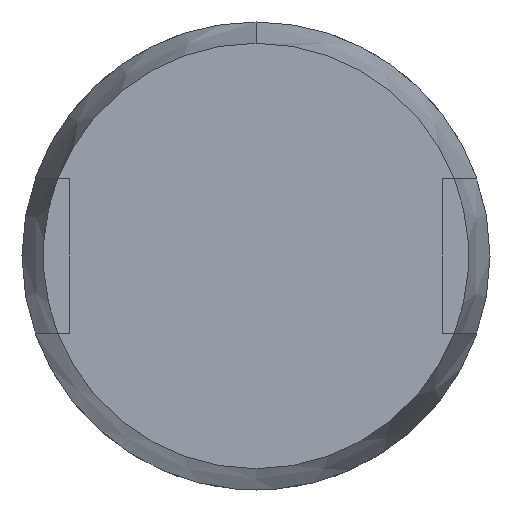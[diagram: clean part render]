
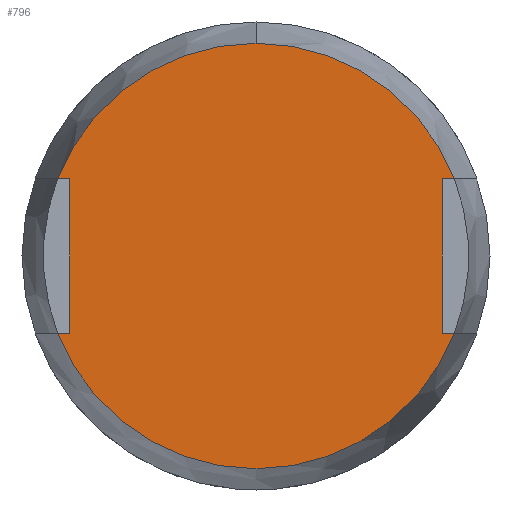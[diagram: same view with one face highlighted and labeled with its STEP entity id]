
A CAD part, front view. The second image highlights one B-rep face of the part: STEP entity #796.
In plain terms, the highlighted planar face has unit normal (0, -1, 0).
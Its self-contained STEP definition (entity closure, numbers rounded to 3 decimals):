
#30 = CARTESIAN_POINT ( 'NONE',  ( -7.605, 0., 1.45 ) ) ;
#31 = LINE ( 'NONE', #883, #970 ) ;
#56 = DIRECTION ( 'NONE',  ( 0., 1., 0. ) ) ;
#80 = DIRECTION ( 'NONE',  ( 0., 0., 1. ) ) ;
#88 = AXIS2_PLACEMENT_3D ( 'NONE', #646, #993, #235 ) ;
#89 = EDGE_CURVE ( 'NONE', #515, #639, #31, .T. ) ;
#98 = ORIENTED_EDGE ( 'NONE', *, *, #1083, .F. ) ;
#117 = DIRECTION ( 'NONE',  ( 1., 0., 0. ) ) ;
#132 = DIRECTION ( 'NONE',  ( 0., 0., -1. ) ) ;
#141 = LINE ( 'NONE', #808, #815 ) ;
#159 = AXIS2_PLACEMENT_3D ( 'NONE', #733, #56, #241 ) ;
#174 = ORIENTED_EDGE ( 'NONE', *, *, #787, .F. ) ;
#231 = VECTOR ( 'NONE', #117, 1000. ) ;
#234 = EDGE_CURVE ( 'NONE', #528, #543, #384, .T. ) ;
#235 = DIRECTION ( 'NONE',  ( 0., 0., 1. ) ) ;
#241 = DIRECTION ( 'NONE',  ( 0., 0., 1. ) ) ;
#286 = VECTOR ( 'NONE', #880, 1000. ) ;
#320 = CARTESIAN_POINT ( 'NONE',  ( 3.728, 0., -1.45 ) ) ;
#330 = VECTOR ( 'NONE', #393, 1000. ) ;
#347 = ORIENTED_EDGE ( 'NONE', *, *, #905, .F. ) ;
#371 = EDGE_CURVE ( 'NONE', #789, #600, #667, .T. ) ;
#384 = LINE ( 'NONE', #30, #780 ) ;
#393 = DIRECTION ( 'NONE',  ( 0., 0., 1. ) ) ;
#448 = ORIENTED_EDGE ( 'NONE', *, *, #648, .F. ) ;
#451 = DIRECTION ( 'NONE',  ( -1., 0., 0. ) ) ;
#460 = LINE ( 'NONE', #794, #330 ) ;
#463 = CARTESIAN_POINT ( 'NONE',  ( -3.728, 0., -1.45 ) ) ;
#480 = DIRECTION ( 'NONE',  ( 1., 0., 0. ) ) ;
#505 = CARTESIAN_POINT ( 'NONE',  ( -3.5, 0., 1.45 ) ) ;
#511 = CARTESIAN_POINT ( 'NONE',  ( -3.728, 0., 1.45 ) ) ;
#515 = VERTEX_POINT ( 'NONE', #758 ) ;
#528 = VERTEX_POINT ( 'NONE', #505 ) ;
#543 = VERTEX_POINT ( 'NONE', #511 ) ;
#548 = CARTESIAN_POINT ( 'NONE',  ( -7.605, 0., -1.45 ) ) ;
#551 = AXIS2_PLACEMENT_3D ( 'NONE', #999, #850, #80 ) ;
#552 = ORIENTED_EDGE ( 'NONE', *, *, #371, .F. ) ;
#559 = PLANE ( 'NONE',  #88 ) ;
#585 = CIRCLE ( 'NONE', #953, 4. ) ;
#592 = EDGE_CURVE ( 'NONE', #543, #971, #585, .T. ) ;
#594 = ORIENTED_EDGE ( 'NONE', *, *, #592, .F. ) ;
#600 = VERTEX_POINT ( 'NONE', #463 ) ;
#603 = CARTESIAN_POINT ( 'NONE',  ( 0., 0., 4. ) ) ;
#613 = CARTESIAN_POINT ( 'NONE',  ( 5.443, 0., 1.45 ) ) ;
#639 = VERTEX_POINT ( 'NONE', #888 ) ;
#646 = CARTESIAN_POINT ( 'NONE',  ( 0., 0., 0. ) ) ;
#648 = EDGE_CURVE ( 'NONE', #762, #515, #962, .T. ) ;
#655 = FACE_OUTER_BOUND ( 'NONE', #731, .T. ) ;
#667 = CIRCLE ( 'NONE', #159, 4. ) ;
#672 = EDGE_CURVE ( 'NONE', #600, #756, #716, .T. ) ;
#691 = CARTESIAN_POINT ( 'NONE',  ( 0., 0., 0. ) ) ;
#701 = CIRCLE ( 'NONE', #551, 4. ) ;
#716 = LINE ( 'NONE', #548, #231 ) ;
#731 = EDGE_LOOP ( 'NONE', ( #98, #1018, #552, #174, #744, #448, #347, #594, #956 ) ) ;
#733 = CARTESIAN_POINT ( 'NONE',  ( 0., 0., 0. ) ) ;
#744 = ORIENTED_EDGE ( 'NONE', *, *, #89, .F. ) ;
#750 = DIRECTION ( 'NONE',  ( 0., 1., 0. ) ) ;
#756 = VERTEX_POINT ( 'NONE', #988 ) ;
#758 = CARTESIAN_POINT ( 'NONE',  ( 3.5, 0., 1.45 ) ) ;
#762 = VERTEX_POINT ( 'NONE', #980 ) ;
#780 = VECTOR ( 'NONE', #451, 1000. ) ;
#787 = EDGE_CURVE ( 'NONE', #639, #789, #141, .T. ) ;
#789 = VERTEX_POINT ( 'NONE', #320 ) ;
#794 = CARTESIAN_POINT ( 'NONE',  ( -3.5, 0., 1.45 ) ) ;
#796 = ADVANCED_FACE ( 'NONE', ( #655 ), #559, .F. ) ;
#808 = CARTESIAN_POINT ( 'NONE',  ( 5.443, 0., -1.45 ) ) ;
#815 = VECTOR ( 'NONE', #480, 1000. ) ;
#850 = DIRECTION ( 'NONE',  ( 0., 1., 0. ) ) ;
#880 = DIRECTION ( 'NONE',  ( -1., 0., 0. ) ) ;
#883 = CARTESIAN_POINT ( 'NONE',  ( 3.5, 0., 1.45 ) ) ;
#888 = CARTESIAN_POINT ( 'NONE',  ( 3.5, 0., -1.45 ) ) ;
#905 = EDGE_CURVE ( 'NONE', #971, #762, #701, .T. ) ;
#953 = AXIS2_PLACEMENT_3D ( 'NONE', #691, #750, #1085 ) ;
#956 = ORIENTED_EDGE ( 'NONE', *, *, #234, .F. ) ;
#962 = LINE ( 'NONE', #613, #286 ) ;
#970 = VECTOR ( 'NONE', #132, 1000. ) ;
#971 = VERTEX_POINT ( 'NONE', #603 ) ;
#980 = CARTESIAN_POINT ( 'NONE',  ( 3.728, 0., 1.45 ) ) ;
#988 = CARTESIAN_POINT ( 'NONE',  ( -3.5, 0., -1.45 ) ) ;
#993 = DIRECTION ( 'NONE',  ( 0., 1., 0. ) ) ;
#999 = CARTESIAN_POINT ( 'NONE',  ( 0., 0., 0. ) ) ;
#1018 = ORIENTED_EDGE ( 'NONE', *, *, #672, .F. ) ;
#1083 = EDGE_CURVE ( 'NONE', #756, #528, #460, .T. ) ;
#1085 = DIRECTION ( 'NONE',  ( 0., 0., 1. ) ) ;
